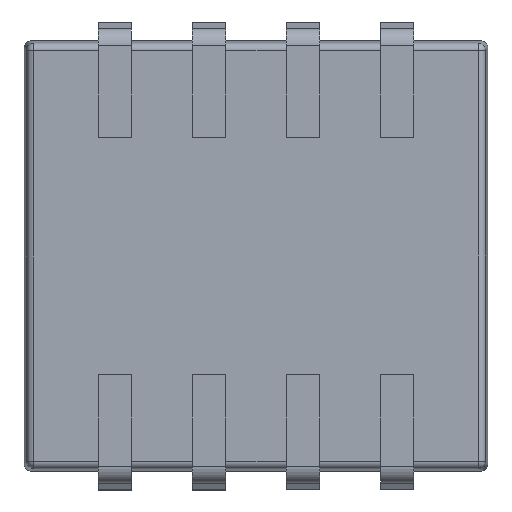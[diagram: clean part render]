
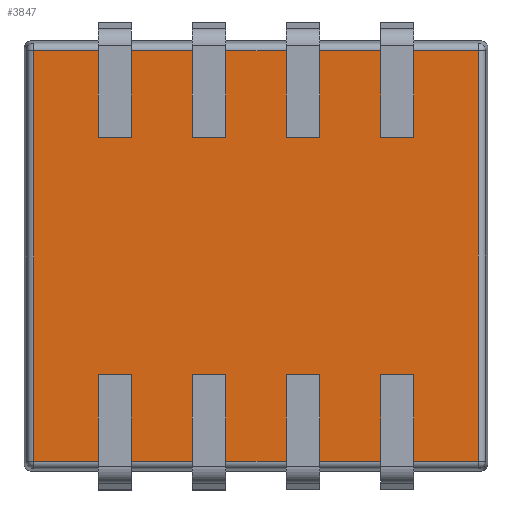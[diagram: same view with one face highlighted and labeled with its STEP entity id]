
A CAD part, front view. The second image highlights one B-rep face of the part: STEP entity #3847.
In plain terms, the highlighted planar face has unit normal (0, -1, 0).
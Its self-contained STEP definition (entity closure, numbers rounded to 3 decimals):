
#1237 = ORIENTED_EDGE ( 'NONE', *, *, #4290, .T. ) ;
#1678 = DIRECTION ( 'NONE',  ( 0., 0., -1. ) ) ;
#1840 = LINE ( 'NONE', #5496, #10907 ) ;
#1976 = PLANE ( 'NONE',  #15765 ) ;
#2215 = LINE ( 'NONE', #5500, #5473 ) ;
#2329 = LINE ( 'NONE', #9003, #8496 ) ;
#2427 = EDGE_CURVE ( 'NONE', #4617, #7296, #12048, .T. ) ;
#3184 = CARTESIAN_POINT ( 'NONE',  ( -3.085, 0.2, 2.768 ) ) ;
#3502 = VERTEX_POINT ( 'NONE', #3627 ) ;
#3540 = EDGE_LOOP ( 'NONE', ( #10173, #10826, #9692, #1237 ) ) ;
#3627 = CARTESIAN_POINT ( 'NONE',  ( -2.993, 0.2, -2.768 ) ) ;
#3847 = ADVANCED_FACE ( 'NONE', ( #15308 ), #1976, .F. ) ;
#4290 = EDGE_CURVE ( 'NONE', #7296, #3502, #2215, .T. ) ;
#4441 = CARTESIAN_POINT ( 'NONE',  ( 0., 0.2, 0. ) ) ;
#4617 = VERTEX_POINT ( 'NONE', #8857 ) ;
#5441 = VECTOR ( 'NONE', #13094, 1000. ) ;
#5473 = VECTOR ( 'NONE', #1678, 1000. ) ;
#5496 = CARTESIAN_POINT ( 'NONE',  ( 2.993, 0.2, 2.86 ) ) ;
#5500 = CARTESIAN_POINT ( 'NONE',  ( -2.993, 0.2, -2.86 ) ) ;
#5528 = CARTESIAN_POINT ( 'NONE',  ( -2.993, 0.2, 2.768 ) ) ;
#5686 = DIRECTION ( 'NONE',  ( 0., 0., 1. ) ) ;
#7296 = VERTEX_POINT ( 'NONE', #5528 ) ;
#8234 = CARTESIAN_POINT ( 'NONE',  ( 2.993, 0.2, -2.768 ) ) ;
#8496 = VECTOR ( 'NONE', #10238, 1000. ) ;
#8857 = CARTESIAN_POINT ( 'NONE',  ( 2.993, 0.2, 2.768 ) ) ;
#9003 = CARTESIAN_POINT ( 'NONE',  ( 3.085, 0.2, -2.768 ) ) ;
#9171 = EDGE_CURVE ( 'NONE', #3502, #11898, #2329, .T. ) ;
#9692 = ORIENTED_EDGE ( 'NONE', *, *, #2427, .T. ) ;
#10173 = ORIENTED_EDGE ( 'NONE', *, *, #9171, .T. ) ;
#10238 = DIRECTION ( 'NONE',  ( 1., 0., 0. ) ) ;
#10488 = DIRECTION ( 'NONE',  ( 0., 0., 1. ) ) ;
#10826 = ORIENTED_EDGE ( 'NONE', *, *, #15250, .T. ) ;
#10907 = VECTOR ( 'NONE', #10488, 1000. ) ;
#11898 = VERTEX_POINT ( 'NONE', #8234 ) ;
#12048 = LINE ( 'NONE', #3184, #5441 ) ;
#13094 = DIRECTION ( 'NONE',  ( -1., 0., 0. ) ) ;
#13113 = DIRECTION ( 'NONE',  ( 0., 1., 0. ) ) ;
#15250 = EDGE_CURVE ( 'NONE', #11898, #4617, #1840, .T. ) ;
#15308 = FACE_OUTER_BOUND ( 'NONE', #3540, .T. ) ;
#15765 = AXIS2_PLACEMENT_3D ( 'NONE', #4441, #13113, #5686 ) ;
